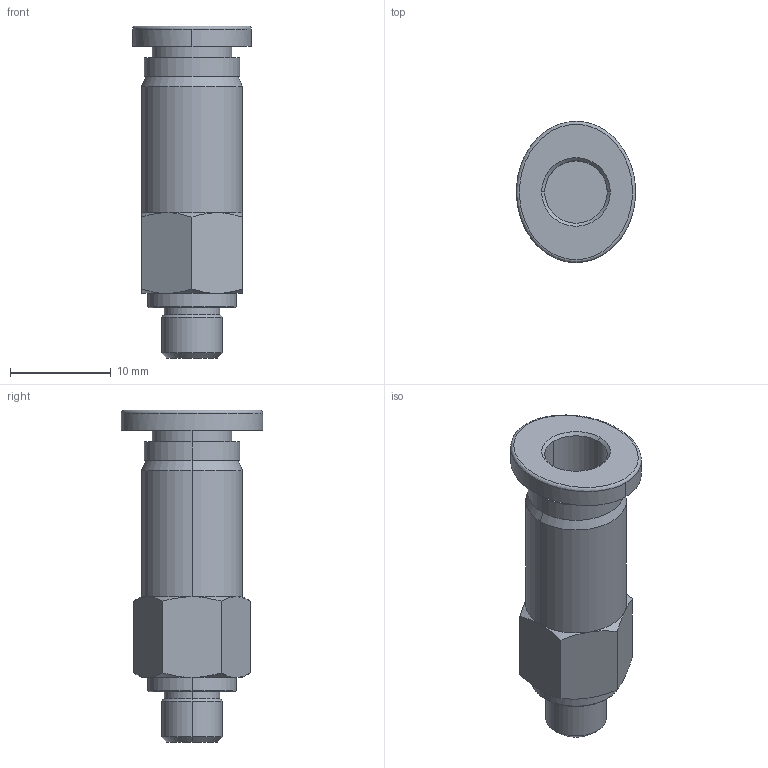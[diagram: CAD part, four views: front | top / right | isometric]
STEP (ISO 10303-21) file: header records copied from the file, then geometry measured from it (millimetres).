
FILE_DESCRIPTION((''),'2;1');
FILE_NAME('PCVC04M6-mdt.stp','2017-07-24T11:39:33',(''),(''),'Mechanical Desktop 2009','Mechanical Desktop 2009',', , ');
FILE_SCHEMA(('CONFIG_CONTROL_DESIGN'));
Length unit declared in the file: millimetre
Products named in the file (4): PCVC04M6-MDTA; PCVC04M6-MDT; COLLAR-C06; COLLAR-L06-2
Assembly tree (4 placements, depth 3):
  PCVC04M6-MDTA
    PCVC04M6-MDT
    COLLAR-C06
      COLLAR-L06-2  x2
Bounding box: 11.8 x 14 x 32.9 mm (x, y, z)
Volume: 1883.3 mm3; surface area: 1665.2 mm2
Topology: 1 solids, 1 shells, 58 faces, 123 edges, 74 vertices
Faces by surface type: cone 22, cylinder 16, plane 15, bspline 5
Entity records: 1989 total; most frequent: CARTESIAN_POINT 644, DIRECTION 274, ORIENTED_EDGE 246, EDGE_CURVE 123, AXIS2_PLACEMENT_3D 120, VERTEX_POINT 74, EDGE_LOOP 65, CIRCLE 60
